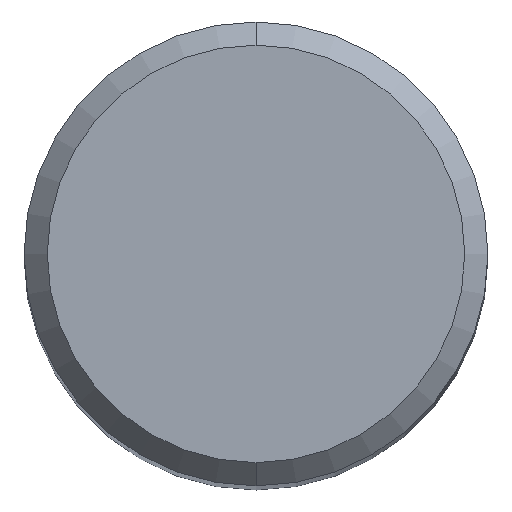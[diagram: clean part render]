
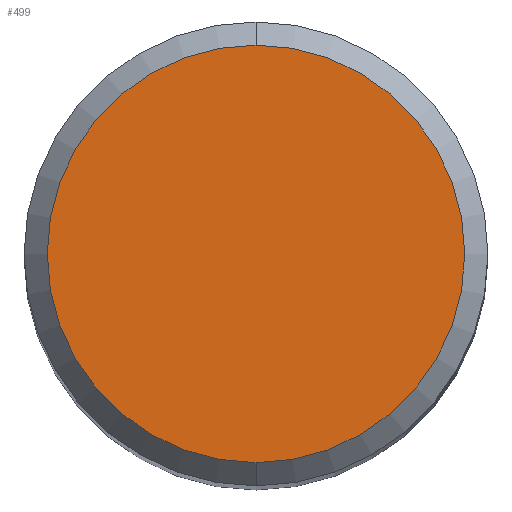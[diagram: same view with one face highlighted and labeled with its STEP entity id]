
A CAD part, top view. The second image highlights one B-rep face of the part: STEP entity #499.
In plain terms, the highlighted planar face has unit normal (0, 0, 1).
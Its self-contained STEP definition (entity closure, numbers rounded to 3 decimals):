
#375=EDGE_CURVE('',#745,#505,#955,.T.);
#497=EDGE_CURVE('',#505,#745,#1088,.T.);
#499=ADVANCED_FACE('',(#1090),#1091,.T.);
#505=VERTEX_POINT('',#1097);
#745=VERTEX_POINT('',#1358);
#955=CIRCLE('',#1650,3.6);
#1088=CIRCLE('',#2490,3.6);
#1090=FACE_OUTER_BOUND('',#2492,.T.);
#1091=PLANE('',#2493);
#1097=CARTESIAN_POINT('',(0.0,3.6,0.0));
#1358=CARTESIAN_POINT('',(0.,-3.6,0.0));
#1650=AXIS2_PLACEMENT_3D('',#5465,#5466,#5467);
#2490=AXIS2_PLACEMENT_3D('',#5618,#5619,#5620);
#2492=EDGE_LOOP('',(#5622,#5623));
#2493=AXIS2_PLACEMENT_3D('',#5624,#5625,#5626);
#5465=CARTESIAN_POINT('',(0.0,0.0,0.0));
#5466=DIRECTION('',(0.0,0.0,-1.0));
#5467=DIRECTION('',(0.0,1.0,0.0));
#5618=CARTESIAN_POINT('',(0.0,0.0,0.0));
#5619=DIRECTION('',(0.0,0.0,-1.0));
#5620=DIRECTION('',(0.0,1.0,0.0));
#5622=ORIENTED_EDGE('',*,*,#497,.F.);
#5623=ORIENTED_EDGE('',*,*,#375,.F.);
#5624=CARTESIAN_POINT('',(0.0,1.8,0.0));
#5625=DIRECTION('',(-0.0,0.0,1.0));
#5626=DIRECTION('',(0.0,-1.0,0.0));
